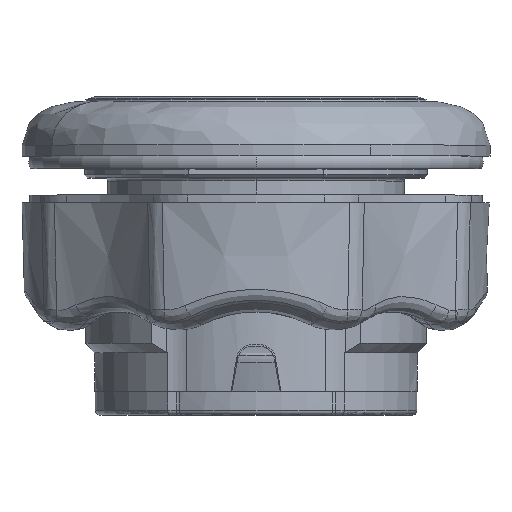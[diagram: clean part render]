
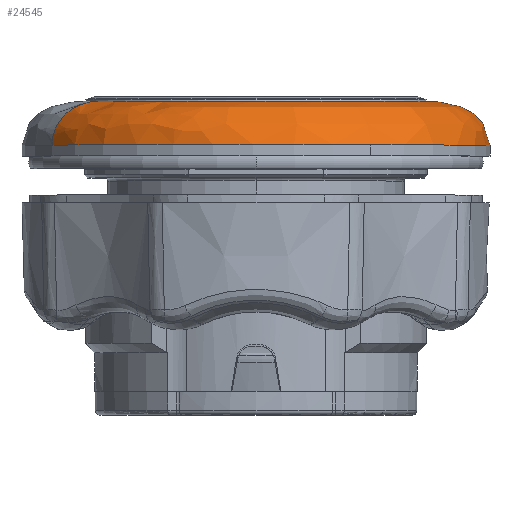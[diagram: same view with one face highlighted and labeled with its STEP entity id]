
A CAD part, top view. The second image highlights one B-rep face of the part: STEP entity #24545.
In plain terms, the highlighted free-form (B-spline) face has degree [3, 3] with [4, 4] control points.
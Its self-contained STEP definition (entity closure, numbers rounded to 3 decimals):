
#31 = CIRCLE ( 'NONE', #6719, 11.6 ) ;
#1040 =( BOUNDED_CURVE ( )  B_SPLINE_CURVE ( 3, ( #3250, #22665, #28252, #27957 ),
 .UNSPECIFIED., .F., .T. ) 
 B_SPLINE_CURVE_WITH_KNOTS ( ( 4, 4 ),
 ( 1.571, 3.142 ),
 .UNSPECIFIED. ) 
 CURVE ( )  GEOMETRIC_REPRESENTATION_ITEM ( )  RATIONAL_B_SPLINE_CURVE ( ( 1., 0.805, 0.805, 1. ) ) 
 REPRESENTATION_ITEM ( '' )  );
#1529 = CARTESIAN_POINT ( 'NONE',  ( 10.115, 18.6, -5.679 ) ) ;
#1810 = CARTESIAN_POINT ( 'NONE',  ( 27.767, 15.8, 18.815 ) ) ;
#1958 = CARTESIAN_POINT ( 'NONE',  ( -11.851, 18.6, 6.654 ) ) ;
#2938 =( BOUNDED_SURFACE ( )  B_SPLINE_SURFACE ( 3, 3, ( 
 ( #1529, #19820, #17587, #8643 ),
 ( #15648, #22216, #24446, #1958 ),
 ( #4343, #13115, #15206, #13415 ),
 ( #22512, #1810, #6428, #26806 ) ),
 .UNSPECIFIED., .F., .F., .F. ) 
 B_SPLINE_SURFACE_WITH_KNOTS ( ( 4, 4 ),
 ( 4, 4 ),
 ( 0., 1. ),
 ( 0., 1. ),
 .UNSPECIFIED. ) 
 GEOMETRIC_REPRESENTATION_ITEM ( )  RATIONAL_B_SPLINE_SURFACE ( (
 ( 1., 0.333, 0.333, 1.),
 ( 0.805, 0.268, 0.268, 0.805),
 ( 0.805, 0.268, 0.268, 0.805),
 ( 1., 0.333, 0.333, 1.) ) ) 
 REPRESENTATION_ITEM ( '' )  SURFACE ( )  );
#3100 = VERTEX_POINT ( 'NONE', #10713 ) ;
#3217 = VERTEX_POINT ( 'NONE', #13565 ) ;
#3250 = CARTESIAN_POINT ( 'NONE',  ( -10.115, 18.6, 5.679 ) ) ;
#4343 = CARTESIAN_POINT ( 'NONE',  ( 13.079, 17.44, -7.344 ) ) ;
#4662 = CARTESIAN_POINT ( 'NONE',  ( 13.079, 17.44, -7.344 ) ) ;
#6428 = CARTESIAN_POINT ( 'NONE',  ( 1.608, 15.8, 33.502 ) ) ;
#6719 = AXIS2_PLACEMENT_3D ( 'NONE', #12316, #24895, #15958 ) ;
#7048 = CARTESIAN_POINT ( 'NONE',  ( 10.115, 18.6, -5.679 ) ) ;
#7184 = CARTESIAN_POINT ( 'NONE',  ( -13.079, 15.8, 7.344 ) ) ;
#8481 = VERTEX_POINT ( 'NONE', #7184 ) ;
#8503 = FACE_OUTER_BOUND ( 'NONE', #20401, .T. ) ;
#8643 = CARTESIAN_POINT ( 'NONE',  ( -10.115, 18.6, 5.679 ) ) ;
#8775 = CIRCLE ( 'NONE', #25411, 15. ) ;
#9013 = ORIENTED_EDGE ( 'NONE', *, *, #10596, .F. ) ;
#9199 = DIRECTION ( 'NONE',  ( 0., -1., 0. ) ) ;
#9966 = DIRECTION ( 'NONE',  ( 0., -1., 0. ) ) ;
#10596 = EDGE_CURVE ( 'NONE', #16811, #19906, #17715, .T. ) ;
#10713 = CARTESIAN_POINT ( 'NONE',  ( 7.344, 15.8, 13.079 ) ) ;
#11109 = EDGE_CURVE ( 'NONE', #19906, #3100, #8775, .T. ) ;
#11200 = ORIENTED_EDGE ( 'NONE', *, *, #11109, .F. ) ;
#12316 = CARTESIAN_POINT ( 'NONE',  ( 0., 18.6, 0. ) ) ;
#13115 = CARTESIAN_POINT ( 'NONE',  ( 27.767, 17.44, 18.815 ) ) ;
#13415 = CARTESIAN_POINT ( 'NONE',  ( -13.079, 17.44, 7.344 ) ) ;
#13565 = CARTESIAN_POINT ( 'NONE',  ( -10.115, 18.6, 5.679 ) ) ;
#13744 = CARTESIAN_POINT ( 'NONE',  ( 13.079, 15.8, -7.344 ) ) ;
#14110 = CARTESIAN_POINT ( 'NONE',  ( 0., 15.8, 0. ) ) ;
#14308 = CARTESIAN_POINT ( 'NONE',  ( 0., 15.8, 0. ) ) ;
#14743 = CARTESIAN_POINT ( 'NONE',  ( 13.079, 15.8, -7.344 ) ) ;
#15206 = CARTESIAN_POINT ( 'NONE',  ( 1.608, 17.44, 33.502 ) ) ;
#15648 = CARTESIAN_POINT ( 'NONE',  ( 11.851, 18.6, -6.654 ) ) ;
#15958 = DIRECTION ( 'NONE',  ( 0.49, 0., 0.872 ) ) ;
#16811 = VERTEX_POINT ( 'NONE', #19673 ) ;
#17587 = CARTESIAN_POINT ( 'NONE',  ( 1.244, 18.6, 25.909 ) ) ;
#17631 = ORIENTED_EDGE ( 'NONE', *, *, #20382, .F. ) ;
#17715 =( BOUNDED_CURVE ( )  B_SPLINE_CURVE ( 3, ( #7048, #27428, #4662, #13744 ),
 .UNSPECIFIED., .F., .T. ) 
 B_SPLINE_CURVE_WITH_KNOTS ( ( 4, 4 ),
 ( 1.571, 3.142 ),
 .UNSPECIFIED. ) 
 CURVE ( )  GEOMETRIC_REPRESENTATION_ITEM ( )  RATIONAL_B_SPLINE_CURVE ( ( 1., 0.805, 0.805, 1. ) ) 
 REPRESENTATION_ITEM ( '' )  );
#19084 = DIRECTION ( 'NONE',  ( 0.49, 0., 0.872 ) ) ;
#19673 = CARTESIAN_POINT ( 'NONE',  ( 10.115, 18.6, -5.679 ) ) ;
#19820 = CARTESIAN_POINT ( 'NONE',  ( 21.473, 18.6, 14.55 ) ) ;
#19906 = VERTEX_POINT ( 'NONE', #14743 ) ;
#20382 = EDGE_CURVE ( 'NONE', #3100, #8481, #21963, .T. ) ;
#20401 = EDGE_LOOP ( 'NONE', ( #22526, #23211, #17631, #11200, #9013 ) ) ;
#20959 = DIRECTION ( 'NONE',  ( 0.49, 0., 0.872 ) ) ;
#21503 = EDGE_CURVE ( 'NONE', #3217, #8481, #1040, .T. ) ;
#21533 = EDGE_CURVE ( 'NONE', #16811, #3217, #31, .T. ) ;
#21963 = CIRCLE ( 'NONE', #28613, 15. ) ;
#22216 = CARTESIAN_POINT ( 'NONE',  ( 25.16, 18.6, 17.048 ) ) ;
#22512 = CARTESIAN_POINT ( 'NONE',  ( 13.079, 15.8, -7.344 ) ) ;
#22526 = ORIENTED_EDGE ( 'NONE', *, *, #21533, .T. ) ;
#22665 = CARTESIAN_POINT ( 'NONE',  ( -11.851, 18.6, 6.654 ) ) ;
#23211 = ORIENTED_EDGE ( 'NONE', *, *, #21503, .T. ) ;
#24446 = CARTESIAN_POINT ( 'NONE',  ( 1.457, 18.6, 30.357 ) ) ;
#24545 = ADVANCED_FACE ( 'NONE', ( #8503 ), #2938, .F. ) ;
#24895 = DIRECTION ( 'NONE',  ( 0., -1., 0. ) ) ;
#25411 = AXIS2_PLACEMENT_3D ( 'NONE', #14110, #9199, #20959 ) ;
#26806 = CARTESIAN_POINT ( 'NONE',  ( -13.079, 15.8, 7.344 ) ) ;
#27428 = CARTESIAN_POINT ( 'NONE',  ( 11.851, 18.6, -6.654 ) ) ;
#27957 = CARTESIAN_POINT ( 'NONE',  ( -13.079, 15.8, 7.344 ) ) ;
#28252 = CARTESIAN_POINT ( 'NONE',  ( -13.079, 17.44, 7.344 ) ) ;
#28613 = AXIS2_PLACEMENT_3D ( 'NONE', #14308, #9966, #19084 ) ;
